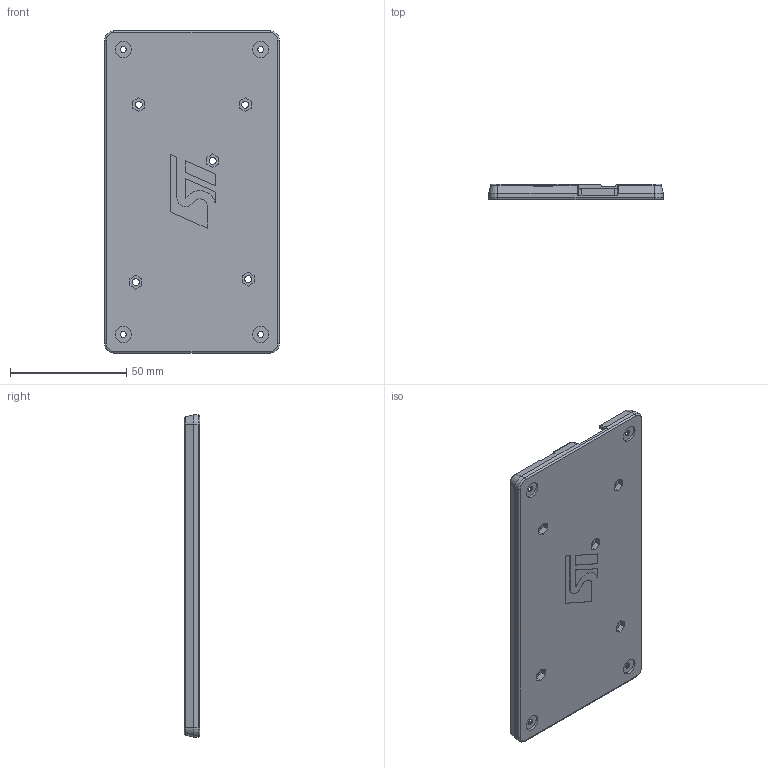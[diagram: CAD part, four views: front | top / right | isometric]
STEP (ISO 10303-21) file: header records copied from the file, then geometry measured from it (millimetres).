
FILE_DESCRIPTION (( 'STEP AP214' ), '1' );
FILE_NAME ('?Nucleo144????_???.STEP', '2025-10-22T15:09:17', ( '' ), ( '' ), 'SwSTEP 2.0', 'SolidWorks 2024', '' );
FILE_SCHEMA (( 'AUTOMOTIVE_DESIGN' ));
Length unit declared in the file: millimetre
Products named in the file (1): 旧Nucleo144无针底座_斜坡边
Bounding box: 75 x 6.58 x 138.34 mm (x, y, z)
Volume: 31012.8 mm3; surface area: 25814.4 mm2
Topology: 1 solids, 1 shells, 267 faces, 711 edges, 460 vertices
Faces by surface type: plane 143, cylinder 88, cone 18, torus 10, bspline 8
Entity records: 8496 total; most frequent: CARTESIAN_POINT 1693, ORIENTED_EDGE 1422, DIRECTION 1421, EDGE_CURVE 711, AXIS2_PLACEMENT_3D 478, LINE 465, VECTOR 465, VERTEX_POINT 460
